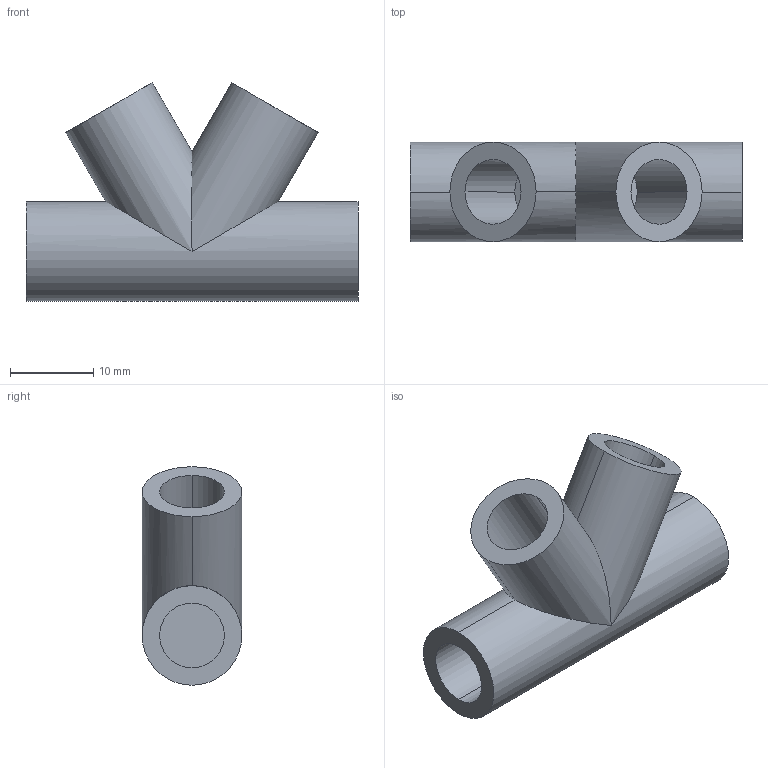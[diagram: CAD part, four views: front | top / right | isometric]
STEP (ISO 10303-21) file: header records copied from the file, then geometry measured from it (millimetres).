
FILE_DESCRIPTION (( 'STEP AP203' ), '1' );
FILE_NAME ('jointGruePlasicJusteV2.STEP', '2021-05-21T12:09:44', ( '' ), ( '' ), 'SwSTEP 2.0', 'SolidWorks 2017', '' );
FILE_SCHEMA (( 'CONFIG_CONTROL_DESIGN' ));
Length unit declared in the file: millimetre
Products named in the file (1): jointGruePlasicJusteV2
Bounding box: 40 x 12 x 26.32 mm (x, y, z)
Volume: 5257.7 mm3; surface area: 3896.3 mm2
Topology: 1 solids, 1 shells, 22 faces, 45 edges, 29 vertices
Faces by surface type: cylinder 14, plane 8
Entity records: 666 total; most frequent: CARTESIAN_POINT 115, DIRECTION 109, ORIENTED_EDGE 90, AXIS2_PLACEMENT_3D 47, EDGE_CURVE 45, VERTEX_POINT 29, EDGE_LOOP 26, CIRCLE 24
